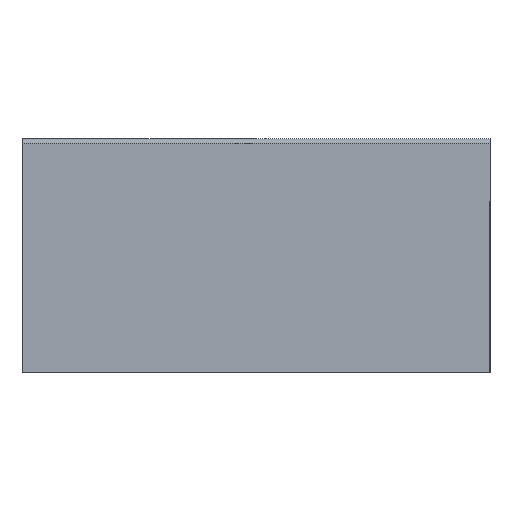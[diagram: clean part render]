
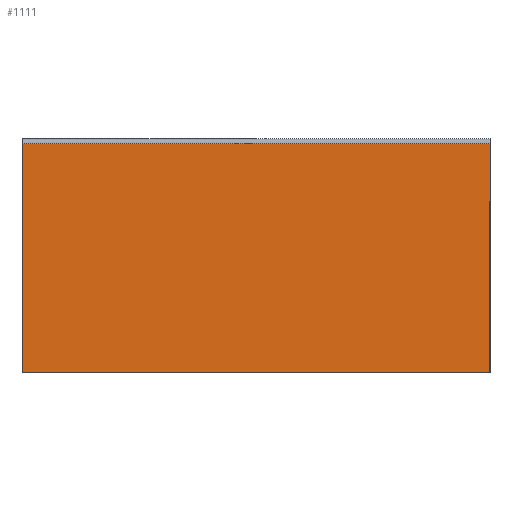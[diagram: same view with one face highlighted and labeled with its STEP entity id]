
A CAD part, left-side view. The second image highlights one B-rep face of the part: STEP entity #1111.
In plain terms, the highlighted planar face has unit normal (-1, 0, 0).
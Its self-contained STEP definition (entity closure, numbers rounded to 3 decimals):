
#364=ORIENTED_EDGE('',*,*,#585,.T.);
#365=ORIENTED_EDGE('',*,*,#478,.T.);
#366=ORIENTED_EDGE('',*,*,#583,.T.);
#367=ORIENTED_EDGE('',*,*,#586,.F.);
#478=EDGE_CURVE('',#641,#640,#723,.T.);
#583=EDGE_CURVE('',#640,#694,#802,.T.);
#585=EDGE_CURVE('',#695,#641,#804,.T.);
#586=EDGE_CURVE('',#695,#694,#805,.T.);
#640=VERTEX_POINT('',#1674);
#641=VERTEX_POINT('',#1676);
#694=VERTEX_POINT('',#1886);
#695=VERTEX_POINT('',#1890);
#723=LINE('',#1675,#833);
#802=LINE('',#1885,#912);
#804=LINE('',#1889,#914);
#805=LINE('',#1891,#915);
#833=VECTOR('',#1319,1000.);
#912=VECTOR('',#1554,1000.);
#914=VECTOR('',#1558,1000.);
#915=VECTOR('',#1559,1000.);
#969=EDGE_LOOP('',(#364,#365,#366,#367));
#1025=FACE_BOUND('',#969,.T.);
#1056=PLANE('',#1233);
#1111=ADVANCED_FACE('',(#1025),#1056,.T.);
#1233=AXIS2_PLACEMENT_3D('',#1888,#1556,#1557);
#1319=DIRECTION('',(0.,-1.,0.));
#1554=DIRECTION('',(0.,0.,1.));
#1556=DIRECTION('',(-1.,0.,0.));
#1557=DIRECTION('',(0.,1.,0.));
#1558=DIRECTION('',(0.,0.,-1.));
#1559=DIRECTION('',(0.,-1.,0.));
#1674=CARTESIAN_POINT('',(643.79,223.419,-20.));
#1675=CARTESIAN_POINT('',(643.79,233.219,-20.));
#1676=CARTESIAN_POINT('',(643.79,233.219,-20.));
#1885=CARTESIAN_POINT('',(643.79,223.419,-20.));
#1886=CARTESIAN_POINT('',(643.79,223.419,0.));
#1888=CARTESIAN_POINT('',(643.79,223.419,0.));
#1889=CARTESIAN_POINT('',(643.79,233.219,0.));
#1890=CARTESIAN_POINT('',(643.79,233.219,0.));
#1891=CARTESIAN_POINT('',(643.79,233.219,0.));
